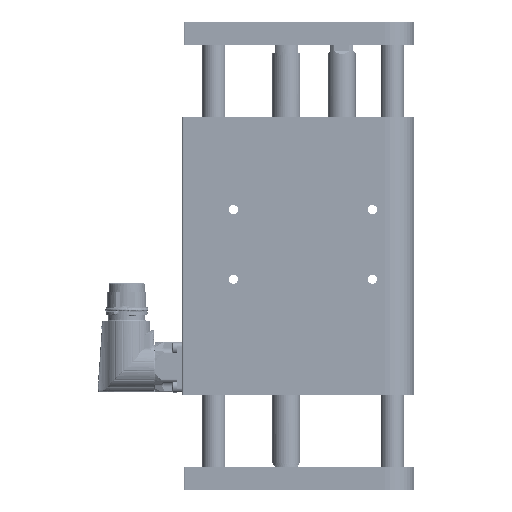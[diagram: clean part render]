
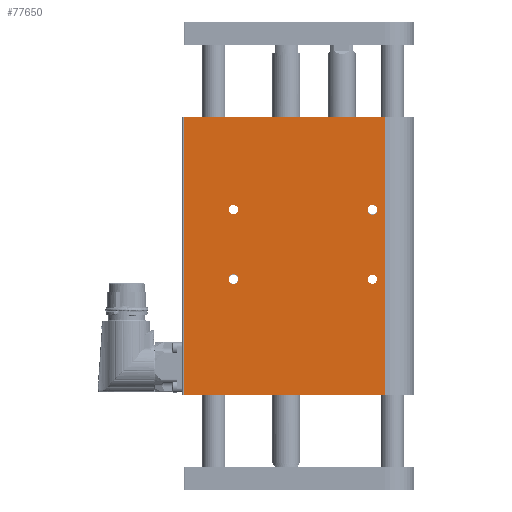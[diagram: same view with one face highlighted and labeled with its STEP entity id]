
A CAD part, left-side view. The second image highlights one B-rep face of the part: STEP entity #77650.
In plain terms, the highlighted planar face has unit normal (-1, 0, 0).
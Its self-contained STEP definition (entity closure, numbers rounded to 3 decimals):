
#1979 = AXIS2_PLACEMENT_3D ( 'NONE', #116412, #95694, #96307 ) ;
#5433 = DIRECTION ( 'NONE',  ( 0., 0., 1. ) ) ;
#11050 = VERTEX_POINT ( 'NONE', #94481 ) ;
#11693 = CARTESIAN_POINT ( 'NONE',  ( -12.5, -22., 52.15 ) ) ;
#15676 = CIRCLE ( 'NONE', #88578, 2.15 ) ;
#16199 = CARTESIAN_POINT ( 'NONE',  ( -12.5, -0.5, 120. ) ) ;
#16885 = CARTESIAN_POINT ( 'NONE',  ( -12.5, -22., 78. ) ) ;
#17055 = VECTOR ( 'NONE', #71490, 1000. ) ;
#23682 = CARTESIAN_POINT ( 'NONE',  ( -12.5, -22., 50. ) ) ;
#24212 = CARTESIAN_POINT ( 'NONE',  ( -12.5, -82., 50. ) ) ;
#26254 = EDGE_LOOP ( 'NONE', ( #94529, #94350, #115096, #42943 ) ) ;
#27380 = CARTESIAN_POINT ( 'NONE',  ( -12.5, 0., 0. ) ) ;
#27707 = EDGE_CURVE ( 'NONE', #51847, #51847, #116562, .T. ) ;
#28302 = EDGE_LOOP ( 'NONE', ( #100552 ) ) ;
#29354 = LINE ( 'NONE', #102059, #17055 ) ;
#29397 = DIRECTION ( 'NONE',  ( 0., 0., -1. ) ) ;
#29672 = CARTESIAN_POINT ( 'NONE',  ( -12.5, 0., 120. ) ) ;
#31066 = DIRECTION ( 'NONE',  ( 0., 0., -1. ) ) ;
#34011 = DIRECTION ( 'NONE',  ( 0., 0., -1. ) ) ;
#37208 = CARTESIAN_POINT ( 'NONE',  ( -12.5, -82., 48. ) ) ;
#37785 = AXIS2_PLACEMENT_3D ( 'NONE', #100124, #50619, #31066 ) ;
#40198 = ORIENTED_EDGE ( 'NONE', *, *, #27707, .F. ) ;
#40377 = ORIENTED_EDGE ( 'NONE', *, *, #120448, .T. ) ;
#40521 = VECTOR ( 'NONE', #29397, 1000. ) ;
#42943 = ORIENTED_EDGE ( 'NONE', *, *, #66857, .F. ) ;
#44130 = CIRCLE ( 'NONE', #37785, 2. ) ;
#48079 = EDGE_CURVE ( 'NONE', #112587, #11050, #117161, .T. ) ;
#48153 = EDGE_CURVE ( 'NONE', #53841, #53832, #95521, .T. ) ;
#48355 = AXIS2_PLACEMENT_3D ( 'NONE', #29672, #59629, #80465 ) ;
#50619 = DIRECTION ( 'NONE',  ( 1., 0., 0. ) ) ;
#50977 = DIRECTION ( 'NONE',  ( 1., 0., 0. ) ) ;
#51847 = VERTEX_POINT ( 'NONE', #71370 ) ;
#53832 = VERTEX_POINT ( 'NONE', #95743 ) ;
#53841 = VERTEX_POINT ( 'NONE', #16199 ) ;
#56773 = CARTESIAN_POINT ( 'NONE',  ( -12.5, -0.5, 0. ) ) ;
#59193 = EDGE_CURVE ( 'NONE', #95149, #95149, #44130, .T. ) ;
#59629 = DIRECTION ( 'NONE',  ( 1., 0., 0. ) ) ;
#66857 = EDGE_CURVE ( 'NONE', #53832, #11050, #99067, .T. ) ;
#68775 = FACE_OUTER_BOUND ( 'NONE', #26254, .T. ) ;
#69613 = VECTOR ( 'NONE', #108072, 1000. ) ;
#71370 = CARTESIAN_POINT ( 'NONE',  ( -12.5, -82., 82.15 ) ) ;
#71490 = DIRECTION ( 'NONE',  ( 0., 0., -1. ) ) ;
#77650 = ADVANCED_FACE ( 'NONE', ( #117536, #107780, #107141, #88971, #68775 ), #128602, .F. ) ;
#80465 = DIRECTION ( 'NONE',  ( 0., 1., 0. ) ) ;
#83546 = ORIENTED_EDGE ( 'NONE', *, *, #126962, .F. ) ;
#84292 = DIRECTION ( 'NONE',  ( -1., 0., 0. ) ) ;
#85639 = CIRCLE ( 'NONE', #102222, 2. ) ;
#86347 = CARTESIAN_POINT ( 'NONE',  ( -12.5, 0., 120. ) ) ;
#88578 = AXIS2_PLACEMENT_3D ( 'NONE', #23682, #84292, #5433 ) ;
#88971 = FACE_BOUND ( 'NONE', #106299, .T. ) ;
#94350 = ORIENTED_EDGE ( 'NONE', *, *, #108586, .T. ) ;
#94481 = CARTESIAN_POINT ( 'NONE',  ( -12.5, -87.5, 0. ) ) ;
#94529 = ORIENTED_EDGE ( 'NONE', *, *, #48153, .F. ) ;
#95149 = VERTEX_POINT ( 'NONE', #16885 ) ;
#95521 = LINE ( 'NONE', #86347, #125777 ) ;
#95694 = DIRECTION ( 'NONE',  ( -1., 0., 0. ) ) ;
#95743 = CARTESIAN_POINT ( 'NONE',  ( -12.5, -87.5, 120. ) ) ;
#96307 = DIRECTION ( 'NONE',  ( 0., 0., 1. ) ) ;
#99067 = LINE ( 'NONE', #100984, #40521 ) ;
#100124 = CARTESIAN_POINT ( 'NONE',  ( -12.5, -22., 80. ) ) ;
#100552 = ORIENTED_EDGE ( 'NONE', *, *, #59193, .T. ) ;
#100943 = VERTEX_POINT ( 'NONE', #11693 ) ;
#100984 = CARTESIAN_POINT ( 'NONE',  ( -12.5, -87.5, 120. ) ) ;
#102059 = CARTESIAN_POINT ( 'NONE',  ( -12.5, -0.5, 120. ) ) ;
#102222 = AXIS2_PLACEMENT_3D ( 'NONE', #24212, #50977, #34011 ) ;
#106299 = EDGE_LOOP ( 'NONE', ( #40198 ) ) ;
#107141 = FACE_BOUND ( 'NONE', #117875, .T. ) ;
#107780 = FACE_BOUND ( 'NONE', #119638, .T. ) ;
#108072 = DIRECTION ( 'NONE',  ( 0., -1., 0. ) ) ;
#108586 = EDGE_CURVE ( 'NONE', #53841, #112587, #29354, .T. ) ;
#112587 = VERTEX_POINT ( 'NONE', #56773 ) ;
#115096 = ORIENTED_EDGE ( 'NONE', *, *, #48079, .T. ) ;
#116412 = CARTESIAN_POINT ( 'NONE',  ( -12.5, -82., 80. ) ) ;
#116562 = CIRCLE ( 'NONE', #1979, 2.15 ) ;
#117161 = LINE ( 'NONE', #27380, #69613 ) ;
#117501 = DIRECTION ( 'NONE',  ( 0., -1., 0. ) ) ;
#117536 = FACE_BOUND ( 'NONE', #28302, .T. ) ;
#117849 = VERTEX_POINT ( 'NONE', #37208 ) ;
#117875 = EDGE_LOOP ( 'NONE', ( #83546 ) ) ;
#119638 = EDGE_LOOP ( 'NONE', ( #40377 ) ) ;
#120448 = EDGE_CURVE ( 'NONE', #117849, #117849, #85639, .T. ) ;
#125777 = VECTOR ( 'NONE', #117501, 1000. ) ;
#126962 = EDGE_CURVE ( 'NONE', #100943, #100943, #15676, .T. ) ;
#128602 = PLANE ( 'NONE',  #48355 ) ;
